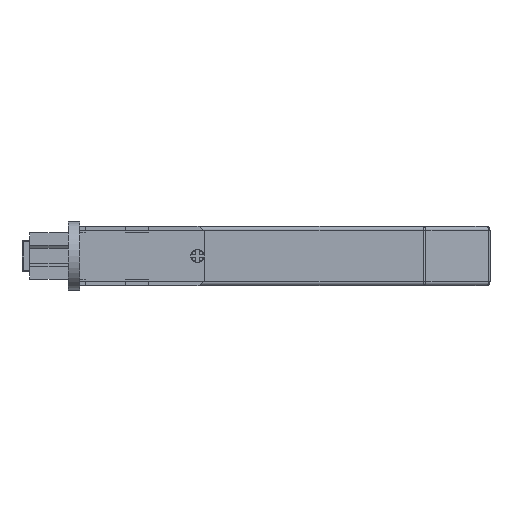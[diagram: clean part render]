
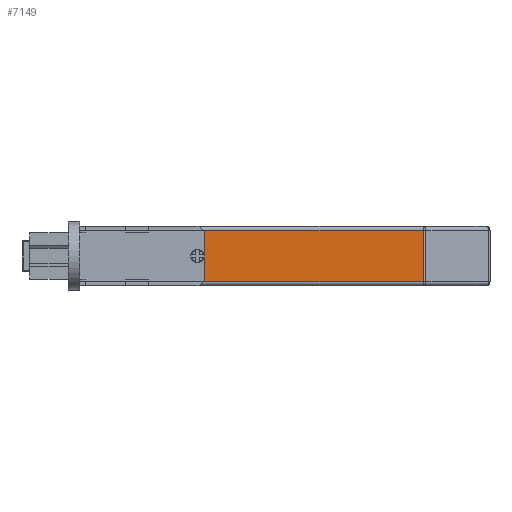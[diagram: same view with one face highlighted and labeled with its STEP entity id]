
A CAD part, front view. The second image highlights one B-rep face of the part: STEP entity #7149.
In plain terms, the highlighted planar face has unit normal (0, -1, 0).
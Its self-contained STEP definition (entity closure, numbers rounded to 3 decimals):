
#560 = DIRECTION ( 'NONE',  ( 1., 0., 0. ) ) ;
#607 = ORIENTED_EDGE ( 'NONE', *, *, #8840, .T. ) ;
#627 = EDGE_LOOP ( 'NONE', ( #5771, #607, #4135, #1507 ) ) ;
#635 = EDGE_CURVE ( 'NONE', #8481, #10419, #9644, .T. ) ;
#748 = VERTEX_POINT ( 'NONE', #9996 ) ;
#990 = LINE ( 'NONE', #6522, #11134 ) ;
#1246 = PLANE ( 'NONE',  #3933 ) ;
#1304 = DIRECTION ( 'NONE',  ( 0., 0., -1. ) ) ;
#1506 = CARTESIAN_POINT ( 'NONE',  ( 13., -14.7, -1.75 ) ) ;
#1507 = ORIENTED_EDGE ( 'NONE', *, *, #7274, .T. ) ;
#1676 = VECTOR ( 'NONE', #11241, 1000. ) ;
#2298 = EDGE_LOOP ( 'NONE', ( #5347, #7600 ) ) ;
#2378 = LINE ( 'NONE', #1506, #5847 ) ;
#2963 = CARTESIAN_POINT ( 'NONE',  ( 43.75, -14.7, 4.25 ) ) ;
#3174 = CARTESIAN_POINT ( 'NONE',  ( 43.75, -14.7, 6. ) ) ;
#3199 = CARTESIAN_POINT ( 'NONE',  ( 103., -14.7, -0.75 ) ) ;
#3245 = CARTESIAN_POINT ( 'NONE',  ( 43.75, -14.7, 6. ) ) ;
#3650 = DIRECTION ( 'NONE',  ( 0., 0., -1. ) ) ;
#3850 = EDGE_CURVE ( 'NONE', #10175, #8208, #990, .T. ) ;
#3933 = AXIS2_PLACEMENT_3D ( 'NONE', #9162, #4595, #3650 ) ;
#4061 = DIRECTION ( 'NONE',  ( 0., 0., -1. ) ) ;
#4135 = ORIENTED_EDGE ( 'NONE', *, *, #3850, .T. ) ;
#4595 = DIRECTION ( 'NONE',  ( 0., -1., 0. ) ) ;
#4629 = EDGE_CURVE ( 'NONE', #6823, #748, #2378, .T. ) ;
#4879 = DIRECTION ( 'NONE',  ( 0., -1., 0. ) ) ;
#5347 = ORIENTED_EDGE ( 'NONE', *, *, #635, .F. ) ;
#5771 = ORIENTED_EDGE ( 'NONE', *, *, #4629, .F. ) ;
#5847 = VECTOR ( 'NONE', #11385, 1000. ) ;
#6158 = EDGE_CURVE ( 'NONE', #10419, #8481, #6625, .T. ) ;
#6522 = CARTESIAN_POINT ( 'NONE',  ( 102.586, -14.7, -1.75 ) ) ;
#6625 = CIRCLE ( 'NONE', #11173, 1.75 ) ;
#6673 = CARTESIAN_POINT ( 'NONE',  ( 43.75, -14.7, 7.75 ) ) ;
#6823 = VERTEX_POINT ( 'NONE', #9189 ) ;
#7149 = ADVANCED_FACE ( 'NONE', ( #9107, #10045 ), #1246, .T. ) ;
#7274 = EDGE_CURVE ( 'NONE', #8208, #748, #10339, .T. ) ;
#7474 = DIRECTION ( 'NONE',  ( 0., 0., 1. ) ) ;
#7577 = AXIS2_PLACEMENT_3D ( 'NONE', #3174, #4879, #1304 ) ;
#7600 = ORIENTED_EDGE ( 'NONE', *, *, #6158, .F. ) ;
#7758 = LINE ( 'NONE', #3199, #8981 ) ;
#8208 = VERTEX_POINT ( 'NONE', #10547 ) ;
#8481 = VERTEX_POINT ( 'NONE', #2963 ) ;
#8522 = CARTESIAN_POINT ( 'NONE',  ( 13., -14.7, 12.75 ) ) ;
#8840 = EDGE_CURVE ( 'NONE', #6823, #10175, #7758, .T. ) ;
#8981 = VECTOR ( 'NONE', #560, 1000. ) ;
#9107 = FACE_BOUND ( 'NONE', #2298, .T. ) ;
#9162 = CARTESIAN_POINT ( 'NONE',  ( 13., -14.7, -1.75 ) ) ;
#9189 = CARTESIAN_POINT ( 'NONE',  ( 13., -14.7, -0.75 ) ) ;
#9644 = CIRCLE ( 'NONE', #7577, 1.75 ) ;
#9996 = CARTESIAN_POINT ( 'NONE',  ( 13., -14.7, 12.75 ) ) ;
#10045 = FACE_OUTER_BOUND ( 'NONE', #627, .T. ) ;
#10175 = VERTEX_POINT ( 'NONE', #10951 ) ;
#10339 = LINE ( 'NONE', #8522, #1676 ) ;
#10419 = VERTEX_POINT ( 'NONE', #6673 ) ;
#10449 = DIRECTION ( 'NONE',  ( 0., -1., 0. ) ) ;
#10547 = CARTESIAN_POINT ( 'NONE',  ( 102.586, -14.7, 12.75 ) ) ;
#10951 = CARTESIAN_POINT ( 'NONE',  ( 102.586, -14.7, -0.75 ) ) ;
#11134 = VECTOR ( 'NONE', #7474, 1000. ) ;
#11173 = AXIS2_PLACEMENT_3D ( 'NONE', #3245, #10449, #4061 ) ;
#11241 = DIRECTION ( 'NONE',  ( -1., 0., 0. ) ) ;
#11385 = DIRECTION ( 'NONE',  ( 0., 0., 1. ) ) ;
